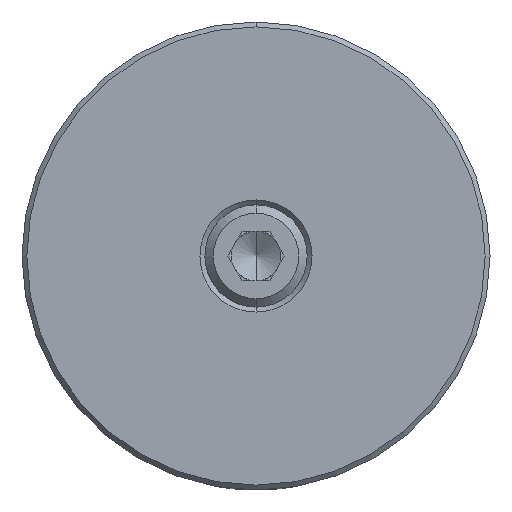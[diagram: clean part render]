
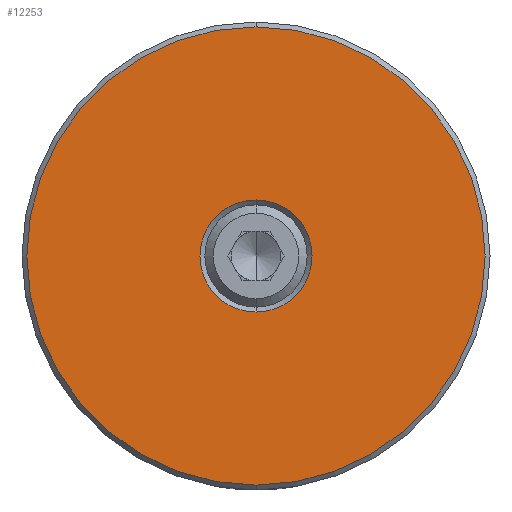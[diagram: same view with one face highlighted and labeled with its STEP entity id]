
A CAD part, left-side view. The second image highlights one B-rep face of the part: STEP entity #12253.
In plain terms, the highlighted planar face has unit normal (-1, 0, 0).
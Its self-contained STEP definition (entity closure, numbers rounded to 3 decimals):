
#1245 = AXIS2_PLACEMENT_3D ( 'NONE', #16238, #16237, #16236 ) ;
#1403 = AXIS2_PLACEMENT_3D ( 'NONE', #16123, #16122, #16121 ) ;
#3839 = DIRECTION ( 'NONE',  ( 0., 0., 1. ) ) ;
#3840 = DIRECTION ( 'NONE',  ( -1., 0., 0. ) ) ;
#3841 = CARTESIAN_POINT ( 'NONE',  ( -29.285, 0., 0. ) ) ;
#4374 = CIRCLE ( 'NONE', #1245, 18.8 ) ;
#4407 = CIRCLE ( 'NONE', #1403, 4.6 ) ;
#5141 = CIRCLE ( 'NONE', #10973, 18.8 ) ;
#5399 = EDGE_LOOP ( 'NONE', ( #19131, #18609 ) ) ;
#5455 = CIRCLE ( 'NONE', #11042, 4.6 ) ;
#6713 = VERTEX_POINT ( 'NONE', #20799 ) ;
#6760 = VERTEX_POINT ( 'NONE', #21027 ) ;
#6856 = VERTEX_POINT ( 'NONE', #20957 ) ;
#7339 = VERTEX_POINT ( 'NONE', #20901 ) ;
#10554 = EDGE_CURVE ( 'NONE', #7339, #6856, #5455, .T. ) ;
#10686 = EDGE_CURVE ( 'NONE', #6713, #6760, #5141, .T. ) ;
#10924 = EDGE_CURVE ( 'NONE', #6760, #6713, #4374, .T. ) ;
#10956 = EDGE_CURVE ( 'NONE', #6856, #7339, #4407, .T. ) ;
#10973 = AXIS2_PLACEMENT_3D ( 'NONE', #3841, #3840, #3839 ) ;
#11042 = AXIS2_PLACEMENT_3D ( 'NONE', #20953, #20906, #20733 ) ;
#12253 = ADVANCED_FACE ( 'NONE', ( #21306, #21400 ), #13087, .F. ) ;
#12865 = AXIS2_PLACEMENT_3D ( 'NONE', #13081, #13089, #13090 ) ;
#13081 = CARTESIAN_POINT ( 'NONE',  ( -29.285, 0., 0. ) ) ;
#13087 = PLANE ( 'NONE',  #12865 ) ;
#13089 = DIRECTION ( 'NONE',  ( 1., 0., 0. ) ) ;
#13090 = DIRECTION ( 'NONE',  ( 0., 0., 1. ) ) ;
#16121 = DIRECTION ( 'NONE',  ( 0., 0., 1. ) ) ;
#16122 = DIRECTION ( 'NONE',  ( 1., 0., 0. ) ) ;
#16123 = CARTESIAN_POINT ( 'NONE',  ( -29.285, 0., 0. ) ) ;
#16236 = DIRECTION ( 'NONE',  ( 0., 0., 1. ) ) ;
#16237 = DIRECTION ( 'NONE',  ( -1., 0., 0. ) ) ;
#16238 = CARTESIAN_POINT ( 'NONE',  ( -29.285, 0., 0. ) ) ;
#17422 = EDGE_LOOP ( 'NONE', ( #18664, #19024 ) ) ;
#18609 = ORIENTED_EDGE ( 'NONE', *, *, #10686, .T. ) ;
#18664 = ORIENTED_EDGE ( 'NONE', *, *, #10554, .T. ) ;
#19024 = ORIENTED_EDGE ( 'NONE', *, *, #10956, .T. ) ;
#19131 = ORIENTED_EDGE ( 'NONE', *, *, #10924, .T. ) ;
#20733 = DIRECTION ( 'NONE',  ( 0., 0., 1. ) ) ;
#20799 = CARTESIAN_POINT ( 'NONE',  ( -29.285, 0., -18.8 ) ) ;
#20901 = CARTESIAN_POINT ( 'NONE',  ( -29.285, 0., -4.6 ) ) ;
#20906 = DIRECTION ( 'NONE',  ( 1., 0., 0. ) ) ;
#20953 = CARTESIAN_POINT ( 'NONE',  ( -29.285, 0., 0. ) ) ;
#20957 = CARTESIAN_POINT ( 'NONE',  ( -29.285, 0., 4.6 ) ) ;
#21027 = CARTESIAN_POINT ( 'NONE',  ( -29.285, 0., 18.8 ) ) ;
#21306 = FACE_BOUND ( 'NONE', #17422, .T. ) ;
#21400 = FACE_OUTER_BOUND ( 'NONE', #5399, .T. ) ;
